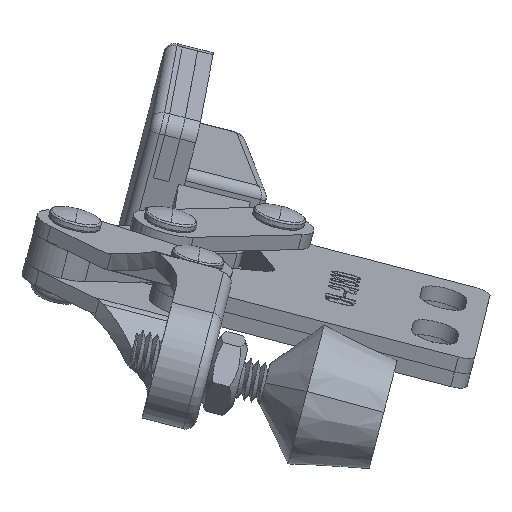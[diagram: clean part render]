
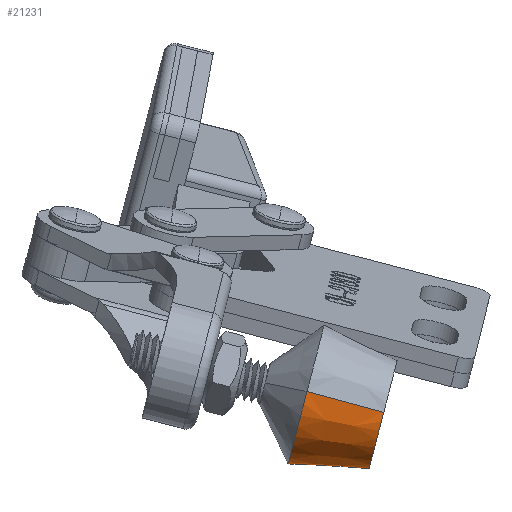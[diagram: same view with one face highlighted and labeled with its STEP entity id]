
A CAD part, left-side view. The second image highlights one B-rep face of the part: STEP entity #21231.
In plain terms, the highlighted conical face has half-angle 11.31 degrees and reference radius 5.25 mm.
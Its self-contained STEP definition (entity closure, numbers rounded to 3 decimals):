
#308 = CARTESIAN_POINT ( 'NONE',  ( 0., 0., 6.4 ) ) ;
#1313 = ORIENTED_EDGE ( 'NONE', *, *, #8735, .F. ) ;
#2057 = CARTESIAN_POINT ( 'NONE',  ( 5.25, 0., 6.4 ) ) ;
#2484 = CARTESIAN_POINT ( 'NONE',  ( -5.25, 0., 6.4 ) ) ;
#2723 = DIRECTION ( 'NONE',  ( 1., 0., 0. ) ) ;
#2846 = DIRECTION ( 'NONE',  ( -0.196, 0., -0.981 ) ) ;
#4605 = ORIENTED_EDGE ( 'NONE', *, *, #6579, .T. ) ;
#5060 = LINE ( 'NONE', #11034, #30058 ) ;
#5076 = CARTESIAN_POINT ( 'NONE',  ( 6.75, 0., -1.1 ) ) ;
#5871 = VECTOR ( 'NONE', #2846, 1000. ) ;
#6579 = EDGE_CURVE ( 'NONE', #9395, #8318, #12337, .T. ) ;
#6925 = EDGE_CURVE ( 'NONE', #8318, #8994, #20640, .T. ) ;
#7173 = DIRECTION ( 'NONE',  ( 0., 0., 1. ) ) ;
#8130 = CONICAL_SURFACE ( 'NONE', #14224, 5.25, 0.197 ) ;
#8318 = VERTEX_POINT ( 'NONE', #13926 ) ;
#8735 = EDGE_CURVE ( 'NONE', #12188, #8994, #5060, .T. ) ;
#8761 = AXIS2_PLACEMENT_3D ( 'NONE', #308, #17268, #2723 ) ;
#8994 = VERTEX_POINT ( 'NONE', #5076 ) ;
#9395 = VERTEX_POINT ( 'NONE', #2484 ) ;
#9909 = DIRECTION ( 'NONE',  ( 0., 0., -1. ) ) ;
#10288 = EDGE_LOOP ( 'NONE', ( #1313, #30789, #4605, #19233 ) ) ;
#11034 = CARTESIAN_POINT ( 'NONE',  ( 5.25, 0., 6.4 ) ) ;
#12188 = VERTEX_POINT ( 'NONE', #2057 ) ;
#12337 = LINE ( 'NONE', #14956, #5871 ) ;
#13926 = CARTESIAN_POINT ( 'NONE',  ( -6.75, 0., -1.1 ) ) ;
#14092 = CIRCLE ( 'NONE', #8761, 5.25 ) ;
#14224 = AXIS2_PLACEMENT_3D ( 'NONE', #24500, #9909, #19021 ) ;
#14956 = CARTESIAN_POINT ( 'NONE',  ( -5.25, 0., 6.4 ) ) ;
#17268 = DIRECTION ( 'NONE',  ( 0., 0., 1. ) ) ;
#18357 = DIRECTION ( 'NONE',  ( 0.196, 0., -0.981 ) ) ;
#19021 = DIRECTION ( 'NONE',  ( -1., 0., 0. ) ) ;
#19233 = ORIENTED_EDGE ( 'NONE', *, *, #6925, .T. ) ;
#20640 = CIRCLE ( 'NONE', #26168, 6.75 ) ;
#21231 = ADVANCED_FACE ( 'NONE', ( #28992 ), #8130, .T. ) ;
#21673 = CARTESIAN_POINT ( 'NONE',  ( 0., 0., -1.1 ) ) ;
#24121 = DIRECTION ( 'NONE',  ( 1., 0., 0. ) ) ;
#24500 = CARTESIAN_POINT ( 'NONE',  ( 0., 0., 6.4 ) ) ;
#26168 = AXIS2_PLACEMENT_3D ( 'NONE', #21673, #7173, #24121 ) ;
#26188 = EDGE_CURVE ( 'NONE', #9395, #12188, #14092, .T. ) ;
#28992 = FACE_OUTER_BOUND ( 'NONE', #10288, .T. ) ;
#30058 = VECTOR ( 'NONE', #18357, 1000. ) ;
#30789 = ORIENTED_EDGE ( 'NONE', *, *, #26188, .F. ) ;
